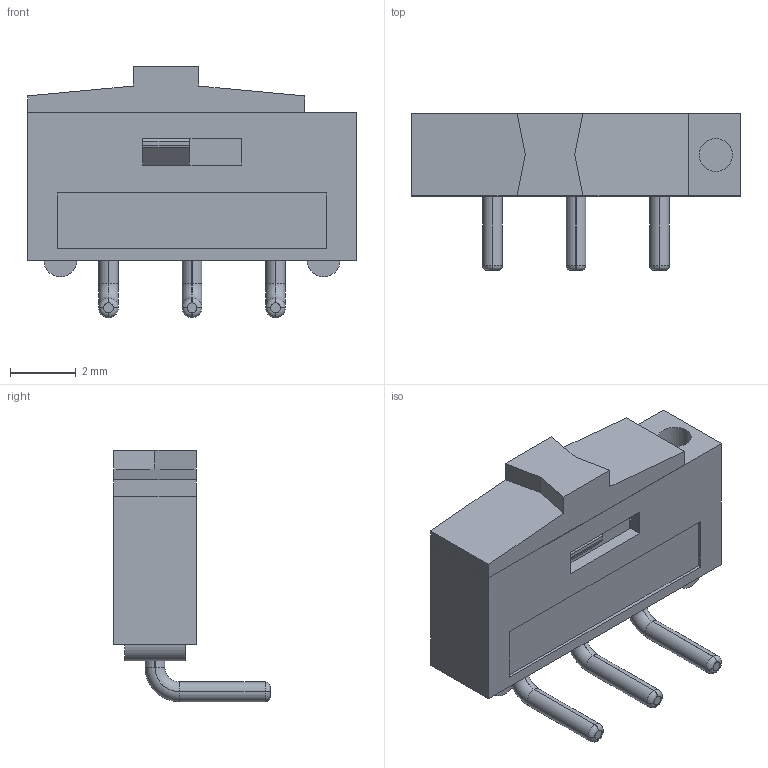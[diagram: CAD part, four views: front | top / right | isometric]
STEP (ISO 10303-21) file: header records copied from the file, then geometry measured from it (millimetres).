
FILE_DESCRIPTION(('FreeCAD Model'),'2;1');
FILE_NAME('Open CASCADE Shape Model','2022-01-07T12:29:21',('Author'),( ''),'Open CASCADE STEP processor 7.5','FreeCAD','Unknown');
FILE_SCHEMA(('AUTOMOTIVE_DESIGN { 1 0 10303 214 1 1 1 1 }'));
Length unit declared in the file: millimetre
Products named in the file (8): Part; Solid001; Body; Compound; Body001; Pins; Pins002; Pins001
Assembly tree (7 placements, depth 2):
  Part
    Solid001
    Body
    Compound
    Body001
    Pins
    Pins002
    Pins001
Bounding box: 10 x 4.75 x 7.64 mm (x, y, z)
Volume: 64.3 mm3; surface area: 714.5 mm2
Topology: 5 solids, 9 shells, 226 faces, 542 edges, 348 vertices
Faces by surface type: plane 146, cylinder 56, revolution 12, torus 12
Full cylindrical faces by diameter (mm): 1 x2
Entity records: 13820 total; most frequent: CARTESIAN_POINT 2374, DIRECTION 2182, LINE 1380, VECTOR 1380, ORIENTED_EDGE 1068, PCURVE 1068, DEFINITIONAL_REPRESENTATION 1068, EDGE_CURVE 542
